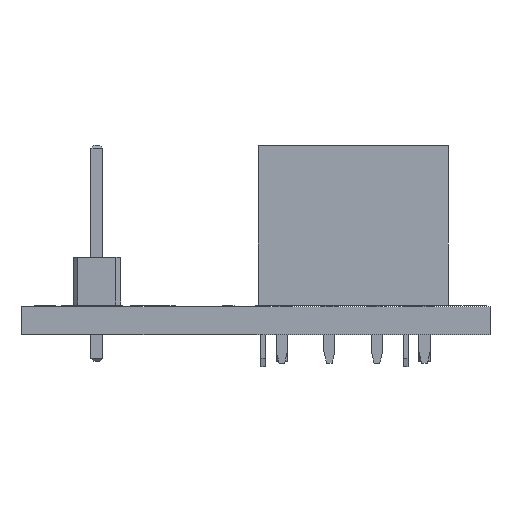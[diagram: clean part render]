
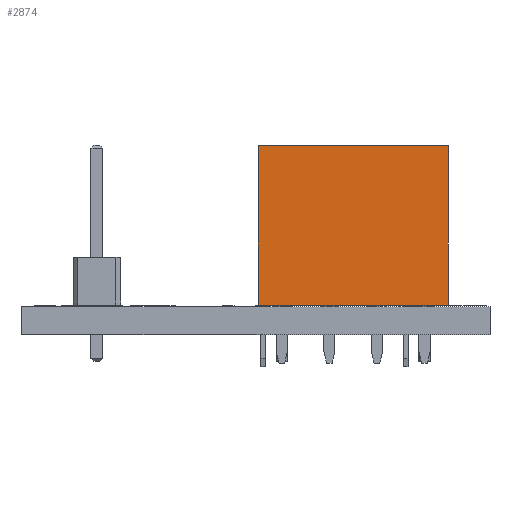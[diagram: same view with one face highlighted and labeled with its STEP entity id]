
A CAD part, front view. The second image highlights one B-rep face of the part: STEP entity #2874.
In plain terms, the highlighted face is planar.
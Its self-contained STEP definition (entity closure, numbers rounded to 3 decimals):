
#2874 = ADVANCED_FACE('',(#2875),#2909,.F.);
#2875 = FACE_BOUND('',#2876,.F.);
#2876 = EDGE_LOOP('',(#2877,#2887,#2895,#2903));
#2877 = ORIENTED_EDGE('',*,*,#2878,.T.);
#2878 = EDGE_CURVE('',#2879,#2881,#2883,.T.);
#2879 = VERTEX_POINT('',#2880);
#2880 = CARTESIAN_POINT('',(1.27,-8.89,0.));
#2881 = VERTEX_POINT('',#2882);
#2882 = CARTESIAN_POINT('',(1.27,-8.89,8.5));
#2883 = LINE('',#2884,#2885);
#2884 = CARTESIAN_POINT('',(1.27,-8.89,0.));
#2885 = VECTOR('',#2886,1.);
#2886 = DIRECTION('',(0.,0.,1.));
#2887 = ORIENTED_EDGE('',*,*,#2888,.T.);
#2888 = EDGE_CURVE('',#2881,#2889,#2891,.T.);
#2889 = VERTEX_POINT('',#2890);
#2890 = CARTESIAN_POINT('',(1.27,1.27,8.5));
#2891 = LINE('',#2892,#2893);
#2892 = CARTESIAN_POINT('',(1.27,-8.89,8.5));
#2893 = VECTOR('',#2894,1.);
#2894 = DIRECTION('',(0.,1.,0.));
#2895 = ORIENTED_EDGE('',*,*,#2896,.F.);
#2896 = EDGE_CURVE('',#2897,#2889,#2899,.T.);
#2897 = VERTEX_POINT('',#2898);
#2898 = CARTESIAN_POINT('',(1.27,1.27,0.));
#2899 = LINE('',#2900,#2901);
#2900 = CARTESIAN_POINT('',(1.27,1.27,0.));
#2901 = VECTOR('',#2902,1.);
#2902 = DIRECTION('',(0.,0.,1.));
#2903 = ORIENTED_EDGE('',*,*,#2904,.F.);
#2904 = EDGE_CURVE('',#2879,#2897,#2905,.T.);
#2905 = LINE('',#2906,#2907);
#2906 = CARTESIAN_POINT('',(1.27,-8.89,0.));
#2907 = VECTOR('',#2908,1.);
#2908 = DIRECTION('',(0.,1.,0.));
#2909 = PLANE('',#2910);
#2910 = AXIS2_PLACEMENT_3D('',#2911,#2912,#2913);
#2911 = CARTESIAN_POINT('',(1.27,-8.89,0.));
#2912 = DIRECTION('',(-1.,0.,0.));
#2913 = DIRECTION('',(0.,1.,0.));
